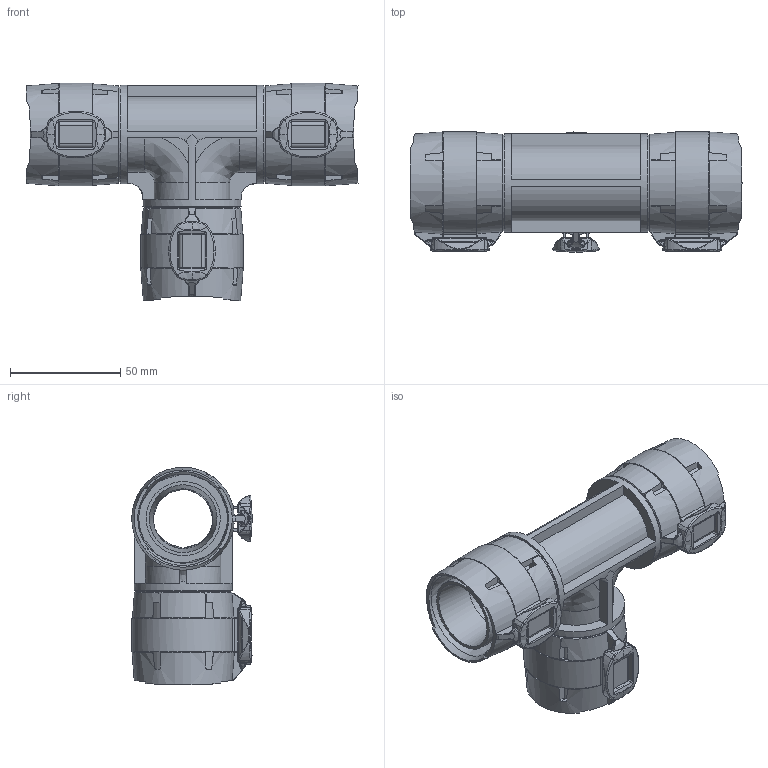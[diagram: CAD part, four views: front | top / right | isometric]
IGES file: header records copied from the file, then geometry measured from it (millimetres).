
Global section: file name: 620084; native system: Autodesk Inventor 2023; preprocessor: unknown; author: JANAN; date: 20250930.141851; units: millimetre
Bounding box: 150.4 x 54.42 x 98.42 mm (x, y, z)
Volume: 121134.5 mm3; surface area: 103243.8 mm2
Topology: 10 solids, 10 shells, 1393 faces, 3783 edges, 2410 vertices
Faces by surface type: bspline 1393
